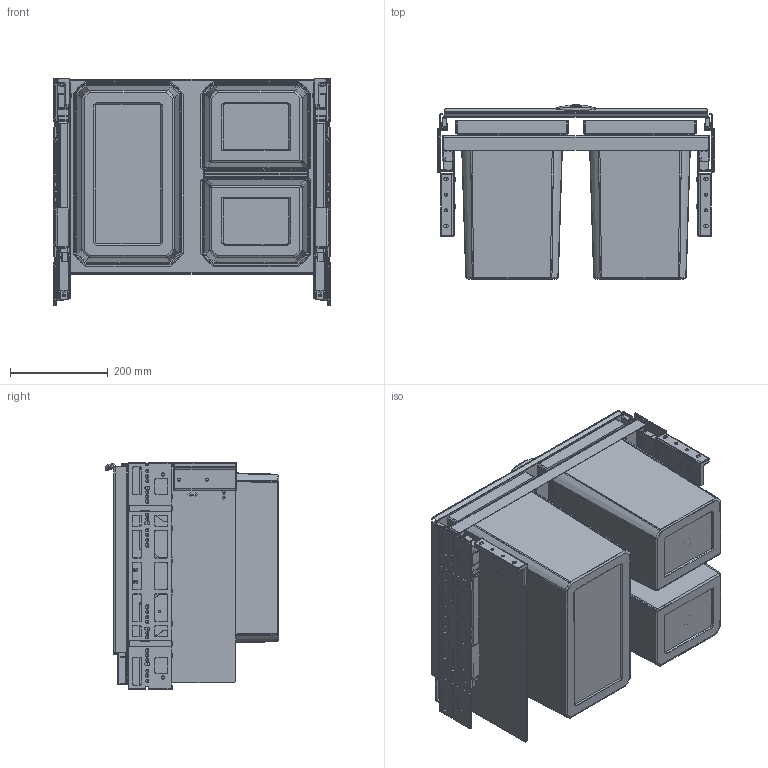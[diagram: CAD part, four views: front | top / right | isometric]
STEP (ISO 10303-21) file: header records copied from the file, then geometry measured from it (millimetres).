
FILE_DESCRIPTION(('STEP AP214'),'1');
FILE_NAME('8012315_V Cox Base 360 S_600-3 Bio.STP','2024-08-13T08:02:56',(' '),(' '),'Spatial InterOp 3D',' ',' ');
FILE_SCHEMA(('AUTOMOTIVE_DESIGN { 1 0 10303 214 1 1 1 1 }'));
Length unit declared in the file: millimetre
Products named in the file (1): 3D-Objekt
Bounding box: 568 x 355.76 x 464 mm (x, y, z)
Volume: 4730180.8 mm3; surface area: 3885645.6 mm2
Topology: 31 solids, 33 shells, 5087 faces, 13135 edges, 8204 vertices
Faces by surface type: plane 1929, cylinder 1832, torus 895, bspline 171, cone 142, sphere 102, extrusion 16
Entity records: 227594 total; most frequent: CARTESIAN_POINT 37970, DIRECTION 27691, ORIENTED_EDGE 26214, EDGE_CURVE 13107, STYLED_ITEM 12033, PRESENTATION_STYLE_ASSIGNMENT 12033, COLOUR_RGB 12033, CURVE_STYLE 11294
